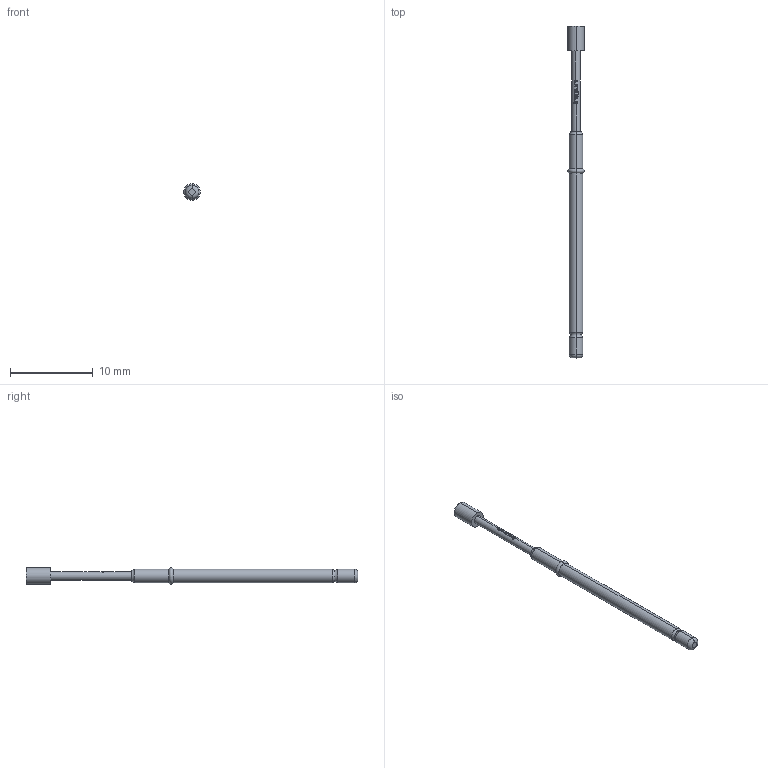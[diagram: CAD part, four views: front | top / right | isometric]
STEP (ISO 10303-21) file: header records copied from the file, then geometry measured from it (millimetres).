
FILE_DESCRIPTION (( 'STEP AP203' ), '1' );
FILE_NAME ('INGUN_GKS-412_303_200_A_xx05.STEP', '2020-09-14T15:30:18', ( '' ), ( '' ), 'SwSTEP 2.0', 'SolidWorks 2018', '' );
FILE_SCHEMA (( 'CONFIG_CONTROL_DESIGN' ));
Length unit declared in the file: millimetre
Products named in the file (1): INGUN_GKS-412_303_200_A_xx05
Bounding box: 2 x 40.2 x 2 mm (x, y, z)
Volume: 74.6 mm3; surface area: 202.6 mm2
Topology: 1 solids, 1 shells, 105 faces, 279 edges, 179 vertices
Faces by surface type: bspline 46, plane 21, cylinder 20, torus 14, cone 4
Entity records: 4324 total; most frequent: CARTESIAN_POINT 2150, ORIENTED_EDGE 554, EDGE_CURVE 277, DIRECTION 243, B_SPLINE_CURVE_WITH_KNOTS 204, VERTEX_POINT 179, AXIS2_PLACEMENT_3D 110, EDGE_LOOP 110
